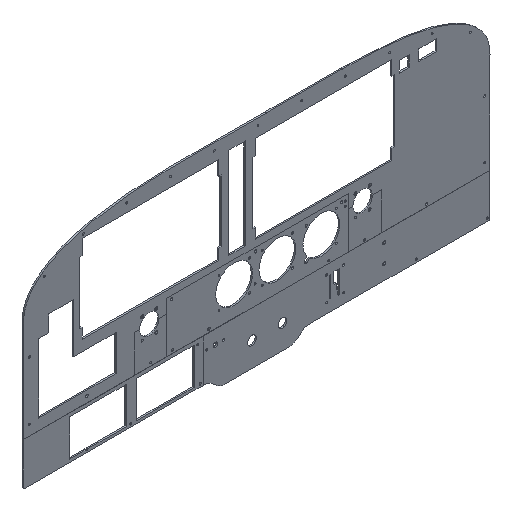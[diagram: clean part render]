
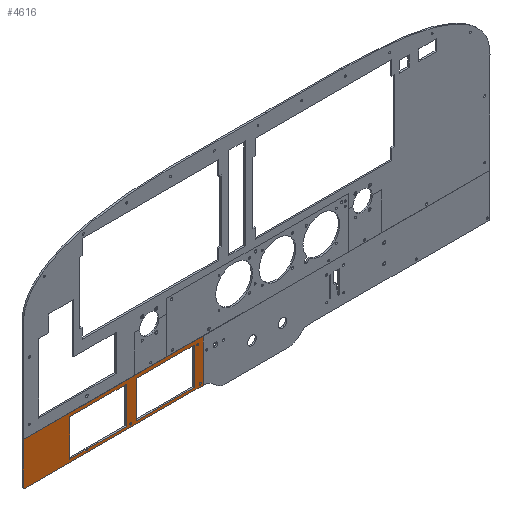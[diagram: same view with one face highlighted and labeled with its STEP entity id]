
A CAD part, isometric view. The second image highlights one B-rep face of the part: STEP entity #4616.
In plain terms, the highlighted planar face has unit normal (0, -1, 0).
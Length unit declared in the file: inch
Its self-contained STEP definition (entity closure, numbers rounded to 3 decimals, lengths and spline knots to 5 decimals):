
#202=FACE_BOUND('',#821,.T.);
#203=FACE_BOUND('',#822,.T.);
#204=FACE_BOUND('',#823,.T.);
#205=FACE_BOUND('',#824,.T.);
#206=FACE_BOUND('',#825,.T.);
#360=CIRCLE('',#4919,0.05906);
#361=CIRCLE('',#4922,0.08268);
#362=CIRCLE('',#4924,0.08268);
#363=CIRCLE('',#4926,0.0825);
#364=CIRCLE('',#4933,0.08268);
#538=FACE_OUTER_BOUND('',#820,.T.);
#820=EDGE_LOOP('',(#3407,#3408,#3409,#3410,#3411,#3412,#3413,#3414));
#821=EDGE_LOOP('',(#3415));
#822=EDGE_LOOP('',(#3416));
#823=EDGE_LOOP('',(#3417));
#824=EDGE_LOOP('',(#3418,#3419,#3420,#3421));
#825=EDGE_LOOP('',(#3422,#3423,#3424,#3425,#3426,#3427));
#1158=LINE('',#6755,#1619);
#1161=LINE('',#6760,#1622);
#1163=LINE('',#6764,#1624);
#1166=LINE('',#6772,#1627);
#1171=LINE('',#6789,#1632);
#1174=LINE('',#6794,#1635);
#1176=LINE('',#6798,#1637);
#1177=LINE('',#6800,#1638);
#1179=LINE('',#6805,#1640);
#1183=LINE('',#6814,#1644);
#1185=LINE('',#6818,#1646);
#1187=LINE('',#6822,#1648);
#1188=LINE('',#6824,#1649);
#1189=LINE('',#6827,#1650);
#1192=LINE('',#6832,#1653);
#1193=LINE('',#6834,#1654);
#1619=VECTOR('',#5482,0.3937);
#1622=VECTOR('',#5487,0.3937);
#1624=VECTOR('',#5491,0.3937);
#1627=VECTOR('',#5500,0.3937);
#1632=VECTOR('',#5519,0.3937);
#1635=VECTOR('',#5524,0.3937);
#1637=VECTOR('',#5528,0.3937);
#1638=VECTOR('',#5531,0.3937);
#1640=VECTOR('',#5535,0.3937);
#1644=VECTOR('',#5545,0.3937);
#1646=VECTOR('',#5549,0.3937);
#1648=VECTOR('',#5553,0.3937);
#1649=VECTOR('',#5556,0.3937);
#1650=VECTOR('',#5559,0.3937);
#1653=VECTOR('',#5564,0.3937);
#1654=VECTOR('',#5567,0.3937);
#2104=VERTEX_POINT('',#6752);
#2105=VERTEX_POINT('',#6754);
#2106=VERTEX_POINT('',#6758);
#2107=VERTEX_POINT('',#6762);
#2108=VERTEX_POINT('',#6766);
#2109=VERTEX_POINT('',#6770);
#2110=VERTEX_POINT('',#6774);
#2111=VERTEX_POINT('',#6778);
#2112=VERTEX_POINT('',#6782);
#2113=VERTEX_POINT('',#6786);
#2114=VERTEX_POINT('',#6788);
#2115=VERTEX_POINT('',#6792);
#2116=VERTEX_POINT('',#6796);
#2117=VERTEX_POINT('',#6802);
#2118=VERTEX_POINT('',#6804);
#2119=VERTEX_POINT('',#6808);
#2120=VERTEX_POINT('',#6812);
#2121=VERTEX_POINT('',#6816);
#2122=VERTEX_POINT('',#6820);
#2123=VERTEX_POINT('',#6826);
#2124=VERTEX_POINT('',#6830);
#2575=EDGE_CURVE('',#2105,#2104,#1158,.T.);
#2578=EDGE_CURVE('',#2104,#2106,#1161,.T.);
#2580=EDGE_CURVE('',#2106,#2107,#1163,.T.);
#2582=EDGE_CURVE('',#2107,#2108,#360,.T.);
#2584=EDGE_CURVE('',#2108,#2109,#1166,.T.);
#2585=EDGE_CURVE('',#2110,#2110,#361,.T.);
#2587=EDGE_CURVE('',#2111,#2111,#362,.T.);
#2589=EDGE_CURVE('',#2112,#2112,#363,.T.);
#2592=EDGE_CURVE('',#2114,#2113,#1171,.T.);
#2595=EDGE_CURVE('',#2113,#2115,#1174,.T.);
#2597=EDGE_CURVE('',#2115,#2116,#1176,.T.);
#2598=EDGE_CURVE('',#2116,#2114,#1177,.T.);
#2600=EDGE_CURVE('',#2118,#2117,#1179,.T.);
#2603=EDGE_CURVE('',#2117,#2119,#364,.T.);
#2605=EDGE_CURVE('',#2119,#2120,#1183,.T.);
#2607=EDGE_CURVE('',#2120,#2121,#1185,.T.);
#2609=EDGE_CURVE('',#2121,#2122,#1187,.T.);
#2610=EDGE_CURVE('',#2122,#2118,#1188,.T.);
#2611=EDGE_CURVE('',#2123,#2105,#1189,.T.);
#2614=EDGE_CURVE('',#2124,#2123,#1192,.T.);
#2615=EDGE_CURVE('',#2124,#2109,#1193,.T.);
#3407=ORIENTED_EDGE('',*,*,#2615,.F.);
#3408=ORIENTED_EDGE('',*,*,#2614,.T.);
#3409=ORIENTED_EDGE('',*,*,#2611,.T.);
#3410=ORIENTED_EDGE('',*,*,#2575,.T.);
#3411=ORIENTED_EDGE('',*,*,#2578,.T.);
#3412=ORIENTED_EDGE('',*,*,#2580,.T.);
#3413=ORIENTED_EDGE('',*,*,#2582,.T.);
#3414=ORIENTED_EDGE('',*,*,#2584,.T.);
#3415=ORIENTED_EDGE('',*,*,#2585,.T.);
#3416=ORIENTED_EDGE('',*,*,#2587,.T.);
#3417=ORIENTED_EDGE('',*,*,#2589,.T.);
#3418=ORIENTED_EDGE('',*,*,#2592,.T.);
#3419=ORIENTED_EDGE('',*,*,#2595,.T.);
#3420=ORIENTED_EDGE('',*,*,#2597,.T.);
#3421=ORIENTED_EDGE('',*,*,#2598,.T.);
#3422=ORIENTED_EDGE('',*,*,#2600,.T.);
#3423=ORIENTED_EDGE('',*,*,#2603,.T.);
#3424=ORIENTED_EDGE('',*,*,#2605,.T.);
#3425=ORIENTED_EDGE('',*,*,#2607,.T.);
#3426=ORIENTED_EDGE('',*,*,#2609,.T.);
#3427=ORIENTED_EDGE('',*,*,#2610,.T.);
#4452=PLANE('',#4940);
#4616=ADVANCED_FACE('',(#538,#202,#203,#204,#205,#206),#4452,.T.);
#4919=AXIS2_PLACEMENT_3D('',#6768,#5495,#5496);
#4922=AXIS2_PLACEMENT_3D('',#6775,#5503,#5504);
#4924=AXIS2_PLACEMENT_3D('',#6779,#5508,#5509);
#4926=AXIS2_PLACEMENT_3D('',#6783,#5513,#5514);
#4933=AXIS2_PLACEMENT_3D('',#6810,#5540,#5541);
#4940=AXIS2_PLACEMENT_3D('',#6833,#5565,#5566);
#5482=DIRECTION('',(0.,0.,-1.));
#5487=DIRECTION('',(1.,0.,0.));
#5491=DIRECTION('',(0.,0.,-1.));
#5495=DIRECTION('center_axis',(0.,-1.,0.));
#5496=DIRECTION('ref_axis',(-0.707,0.,-0.707));
#5500=DIRECTION('',(1.,0.,0.));
#5503=DIRECTION('center_axis',(0.,1.,0.));
#5504=DIRECTION('ref_axis',(1.,0.,0.));
#5508=DIRECTION('center_axis',(0.,1.,0.));
#5509=DIRECTION('ref_axis',(1.,0.,0.));
#5513=DIRECTION('center_axis',(0.,1.,0.));
#5514=DIRECTION('ref_axis',(1.,0.,0.));
#5519=DIRECTION('',(0.,0.,-1.));
#5524=DIRECTION('',(-1.,0.,0.));
#5528=DIRECTION('',(0.,0.,1.));
#5531=DIRECTION('',(1.,0.,0.));
#5535=DIRECTION('',(-1.,0.,0.));
#5540=DIRECTION('center_axis',(0.,1.,0.));
#5541=DIRECTION('ref_axis',(0.,0.,-1.));
#5545=DIRECTION('',(-1.,0.,0.));
#5549=DIRECTION('',(0.,0.,1.));
#5553=DIRECTION('',(1.,0.,0.));
#5556=DIRECTION('',(0.,0.,-1.));
#5559=DIRECTION('',(-1.,0.,0.));
#5564=DIRECTION('',(-1.,0.,0.));
#5565=DIRECTION('center_axis',(0.,-1.,0.));
#5566=DIRECTION('ref_axis',(1.,0.,0.));
#5567=DIRECTION('',(0.,0.,-1.));
#6752=CARTESIAN_POINT('',(-19.68527,-0.125,-4.76131));
#6754=CARTESIAN_POINT('',(-19.68526,-0.125,-4.39565));
#6755=CARTESIAN_POINT('',(-19.68537,-0.125,-7.95552));
#6758=CARTESIAN_POINT('',(-19.68526,-0.125,-4.76131));
#6760=CARTESIAN_POINT('',(-19.68526,-0.125,-4.76131));
#6762=CARTESIAN_POINT('',(-19.68534,-0.125,-7.95567));
#6764=CARTESIAN_POINT('',(-19.68534,-0.125,-7.95567));
#6766=CARTESIAN_POINT('',(-19.62629,-0.125,-8.01473));
#6768=CARTESIAN_POINT('Origin',(-19.62628,-0.125,-7.95567));
#6770=CARTESIAN_POINT('',(-4.53281,-0.125,-8.01473));
#6772=CARTESIAN_POINT('',(-4.53281,-0.125,-8.01473));
#6774=CARTESIAN_POINT('',(-4.85831,-0.125,-7.77798));
#6775=CARTESIAN_POINT('Origin',(-4.77563,-0.125,-7.77798));
#6778=CARTESIAN_POINT('',(-10.70776,-0.125,-7.77876));
#6779=CARTESIAN_POINT('Origin',(-10.62508,-0.125,-7.77876));
#6782=CARTESIAN_POINT('',(-5.05813,-0.125,-4.81022));
#6783=CARTESIAN_POINT('Origin',(-4.97563,-0.125,-4.81022));
#6786=CARTESIAN_POINT('',(-5.28726,-0.125,-7.77876));
#6788=CARTESIAN_POINT('',(-5.28726,-0.125,-4.68835));
#6789=CARTESIAN_POINT('',(-5.28726,-0.125,-7.77876));
#6792=CARTESIAN_POINT('',(-10.17009,-0.125,-7.77876));
#6794=CARTESIAN_POINT('',(-10.17009,-0.125,-7.77876));
#6796=CARTESIAN_POINT('',(-10.17009,-0.125,-4.68835));
#6798=CARTESIAN_POINT('',(-10.17009,-0.125,-4.68835));
#6800=CARTESIAN_POINT('',(-5.28726,-0.125,-4.68835));
#6802=CARTESIAN_POINT('',(-14.24241,-0.125,-7.77876));
#6804=CARTESIAN_POINT('',(-11.02887,-0.125,-7.77876));
#6805=CARTESIAN_POINT('',(-15.77929,-0.125,-7.77876));
#6808=CARTESIAN_POINT('',(-14.40776,-0.125,-7.77876));
#6810=CARTESIAN_POINT('Origin',(-14.32508,-0.125,-7.77876));
#6812=CARTESIAN_POINT('',(-15.77929,-0.125,-7.77876));
#6814=CARTESIAN_POINT('',(-15.77929,-0.125,-7.77876));
#6816=CARTESIAN_POINT('',(-15.77929,-0.125,-4.68835));
#6818=CARTESIAN_POINT('',(-15.77929,-0.125,-4.68835));
#6820=CARTESIAN_POINT('',(-11.02887,-0.125,-4.68835));
#6822=CARTESIAN_POINT('',(-11.02887,-0.125,-4.68835));
#6824=CARTESIAN_POINT('',(-11.02887,-0.125,-7.77876));
#6826=CARTESIAN_POINT('',(-19.67599,-0.125,-4.39565));
#6827=CARTESIAN_POINT('',(-9.84275,-0.125,-4.39595));
#6830=CARTESIAN_POINT('',(-4.53281,-0.125,-4.39565));
#6832=CARTESIAN_POINT('',(-9.83805,-0.125,-4.39565));
#6833=CARTESIAN_POINT('Origin',(-0.00011,-0.125,0.20662));
#6834=CARTESIAN_POINT('',(-4.53281,-0.125,-3.20259));
